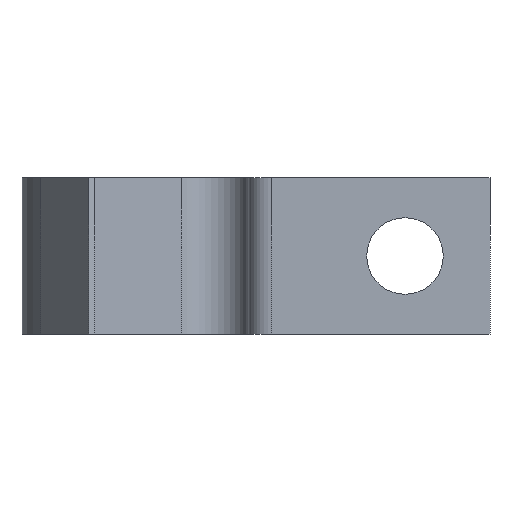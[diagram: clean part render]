
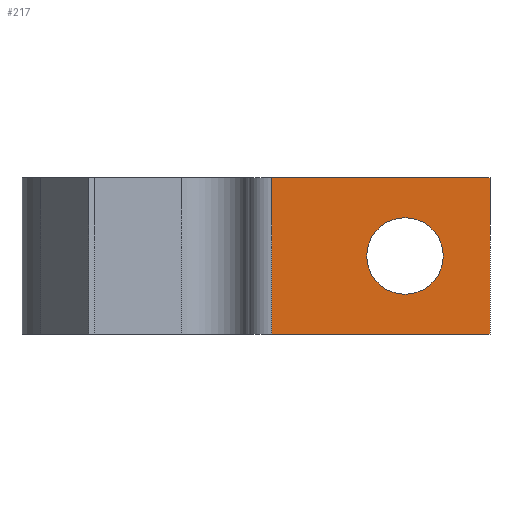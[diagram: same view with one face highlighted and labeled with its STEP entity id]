
A CAD part, front view. The second image highlights one B-rep face of the part: STEP entity #217.
In plain terms, the highlighted planar face has unit normal (0, -1, 0).
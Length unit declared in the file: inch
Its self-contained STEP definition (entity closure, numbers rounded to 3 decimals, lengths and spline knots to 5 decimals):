
#25 = EDGE_CURVE ( 'NONE', #40, #39, #309, .T. ) ;
#39 = VERTEX_POINT ( 'NONE', #329 ) ;
#40 = VERTEX_POINT ( 'NONE', #328 ) ;
#110 = VERTEX_POINT ( 'NONE', #543 ) ;
#117 = EDGE_LOOP ( 'NONE', ( #164, #165 ) ) ;
#161 = ORIENTED_EDGE ( 'NONE', *, *, #162, .T. ) ;
#162 = EDGE_CURVE ( 'NONE', #177, #237, #441, .T. ) ;
#163 = ORIENTED_EDGE ( 'NONE', *, *, #253, .T. ) ;
#164 = ORIENTED_EDGE ( 'NONE', *, *, #201, .T. ) ;
#165 = ORIENTED_EDGE ( 'NONE', *, *, #25, .T. ) ;
#174 = EDGE_LOOP ( 'NONE', ( #180, #178, #161, #163 ) ) ;
#177 = VERTEX_POINT ( 'NONE', #642 ) ;
#178 = ORIENTED_EDGE ( 'NONE', *, *, #212, .F. ) ;
#180 = ORIENTED_EDGE ( 'NONE', *, *, #218, .T. ) ;
#201 = EDGE_CURVE ( 'NONE', #39, #40, #587, .T. ) ;
#211 = VERTEX_POINT ( 'NONE', #623 ) ;
#212 = EDGE_CURVE ( 'NONE', #177, #211, #622, .T. ) ;
#217 = ADVANCED_FACE ( 'NONE', ( #551, #550 ), #549, .T. ) ;
#218 = EDGE_CURVE ( 'NONE', #110, #211, #568, .T. ) ;
#237 = VERTEX_POINT ( 'NONE', #656 ) ;
#253 = EDGE_CURVE ( 'NONE', #237, #110, #664, .T. ) ;
#295 = DIRECTION ( 'NONE',  ( 0., 0., 1. ) ) ;
#296 = DIRECTION ( 'NONE',  ( 0., 1., 0. ) ) ;
#307 = CARTESIAN_POINT ( 'NONE',  ( 0.191, -0.01, 0. ) ) ;
#308 = AXIS2_PLACEMENT_3D ( 'NONE', #307, #296, #295 ) ;
#309 = CIRCLE ( 'NONE', #308, 0.049 ) ;
#328 = CARTESIAN_POINT ( 'NONE',  ( 0.191, -0.01, -0.049 ) ) ;
#329 = CARTESIAN_POINT ( 'NONE',  ( 0.191, -0.01, 0.049 ) ) ;
#438 = DIRECTION ( 'NONE',  ( 1., 0., 0. ) ) ;
#439 = VECTOR ( 'NONE', #438, 39.37008 ) ;
#440 = CARTESIAN_POINT ( 'NONE',  ( 0.02, -0.01, -0.1 ) ) ;
#441 = LINE ( 'NONE', #440, #439 ) ;
#543 = CARTESIAN_POINT ( 'NONE',  ( 0.3, -0.01, 0.1 ) ) ;
#549 = PLANE ( 'NONE',  #572 ) ;
#550 = FACE_BOUND ( 'NONE', #117, .T. ) ;
#551 = FACE_OUTER_BOUND ( 'NONE', #174, .T. ) ;
#553 = DIRECTION ( 'NONE',  ( 0., 0., 1. ) ) ;
#554 = VECTOR ( 'NONE', #553, 39.37008 ) ;
#565 = DIRECTION ( 'NONE',  ( -1., 0., 0. ) ) ;
#566 = VECTOR ( 'NONE', #565, 39.37008 ) ;
#567 = CARTESIAN_POINT ( 'NONE',  ( 0.02, -0.01, 0.1 ) ) ;
#568 = LINE ( 'NONE', #567, #566 ) ;
#569 = DIRECTION ( 'NONE',  ( 0., 0., -1. ) ) ;
#570 = DIRECTION ( 'NONE',  ( 0., -1., 0. ) ) ;
#571 = CARTESIAN_POINT ( 'NONE',  ( 0.02, -0.01, 0.1 ) ) ;
#572 = AXIS2_PLACEMENT_3D ( 'NONE', #571, #570, #569 ) ;
#583 = DIRECTION ( 'NONE',  ( 0., 0., 1. ) ) ;
#584 = DIRECTION ( 'NONE',  ( 0., 1., 0. ) ) ;
#585 = CARTESIAN_POINT ( 'NONE',  ( 0.191, -0.01, 0. ) ) ;
#586 = AXIS2_PLACEMENT_3D ( 'NONE', #585, #584, #583 ) ;
#587 = CIRCLE ( 'NONE', #586, 0.049 ) ;
#621 = CARTESIAN_POINT ( 'NONE',  ( 0.02, -0.01, 0.1 ) ) ;
#622 = LINE ( 'NONE', #621, #554 ) ;
#623 = CARTESIAN_POINT ( 'NONE',  ( 0.02, -0.01, 0.1 ) ) ;
#642 = CARTESIAN_POINT ( 'NONE',  ( 0.02, -0.01, -0.1 ) ) ;
#655 = CARTESIAN_POINT ( 'NONE',  ( 0.3, -0.01, 0.1 ) ) ;
#656 = CARTESIAN_POINT ( 'NONE',  ( 0.3, -0.01, -0.1 ) ) ;
#664 = LINE ( 'NONE', #655, #739 ) ;
#738 = DIRECTION ( 'NONE',  ( 0., 0., 1. ) ) ;
#739 = VECTOR ( 'NONE', #738, 39.37008 ) ;
